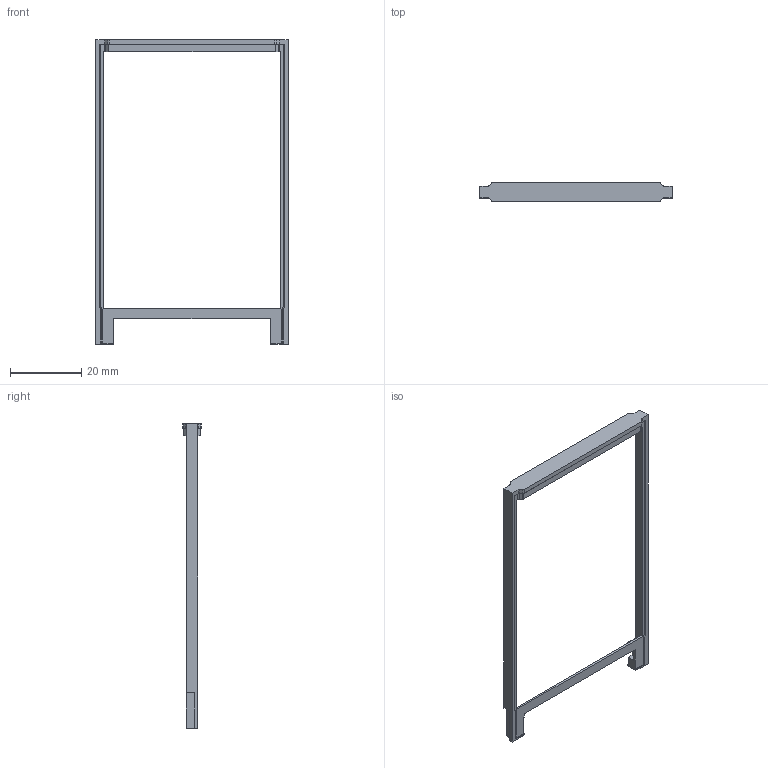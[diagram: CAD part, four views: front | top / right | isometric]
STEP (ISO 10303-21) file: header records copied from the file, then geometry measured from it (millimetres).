
FILE_DESCRIPTION (( 'STEP AP214' ), '1' );
FILE_NAME ('Ðàìêà 3.STEP', '2024-08-26T06:06:06', ( '' ), ( '' ), 'SwSTEP 2.0', 'SolidWorks 2022', '' );
FILE_SCHEMA (( 'AUTOMOTIVE_DESIGN' ));
Length unit declared in the file: millimetre
Products named in the file (1): Рамка 3
Bounding box: 54 x 5.3 x 85.6 mm (x, y, z)
Volume: 2045 mm3; surface area: 3541.2 mm2
Topology: 1 solids, 1 shells, 209 faces, 585 edges, 374 vertices
Faces by surface type: plane 149, cylinder 44, bspline 8, torus 4, sphere 4
Entity records: 6687 total; most frequent: CARTESIAN_POINT 1295, ORIENTED_EDGE 1166, DIRECTION 1051, EDGE_CURVE 583, LINE 471, VECTOR 471, VERTEX_POINT 374, AXIS2_PLACEMENT_3D 290
